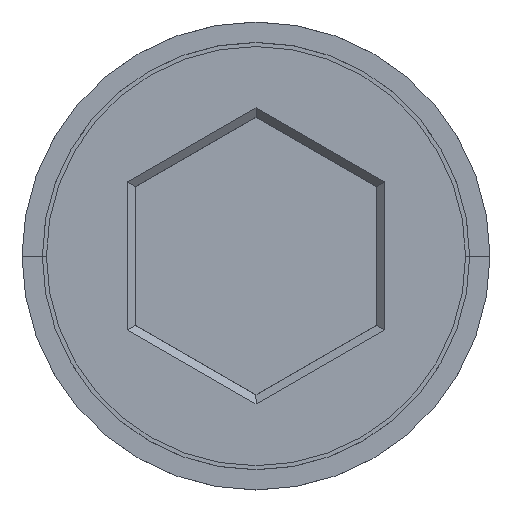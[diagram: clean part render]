
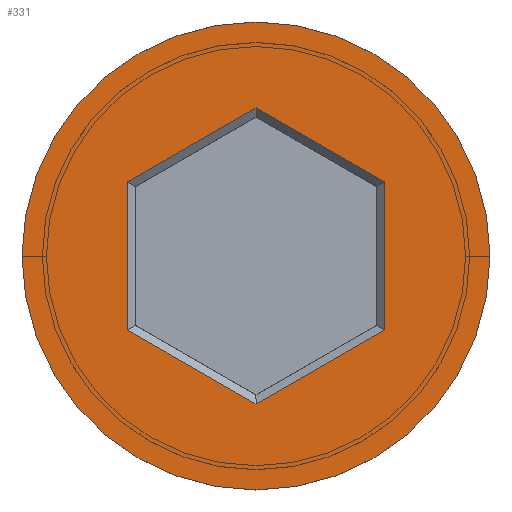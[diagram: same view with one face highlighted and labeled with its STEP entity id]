
A CAD part, top view. The second image highlights one B-rep face of the part: STEP entity #331.
In plain terms, the highlighted planar face has unit normal (0, 0, 1).
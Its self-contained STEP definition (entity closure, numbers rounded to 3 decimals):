
#1 = CARTESIAN_POINT ( 'NONE',  ( 0., 0., 0. ) ) ;
#51 = EDGE_CURVE ( 'NONE', #127, #1301, #1150, .T. ) ;
#75 = CARTESIAN_POINT ( 'NONE',  ( 3.15, -1.819, 0. ) ) ;
#91 = LINE ( 'NONE', #592, #638 ) ;
#114 = AXIS2_PLACEMENT_3D ( 'NONE', #986, #1325, #1206 ) ;
#127 = VERTEX_POINT ( 'NONE', #591 ) ;
#128 = CARTESIAN_POINT ( 'NONE',  ( 0., -3.637, 0. ) ) ;
#165 = CARTESIAN_POINT ( 'NONE',  ( 3.15, 1.819, 0. ) ) ;
#181 = CARTESIAN_POINT ( 'NONE',  ( 3.05, 1.876, 0. ) ) ;
#194 = VECTOR ( 'NONE', #1312, 1000. ) ;
#195 = CIRCLE ( 'NONE', #114, 5.75 ) ;
#197 = VECTOR ( 'NONE', #455, 1000. ) ;
#202 = EDGE_CURVE ( 'NONE', #1263, #795, #950, .T. ) ;
#245 = AXIS2_PLACEMENT_3D ( 'NONE', #1095, #1315, #1580 ) ;
#246 = ORIENTED_EDGE ( 'NONE', *, *, #202, .T. ) ;
#255 = ORIENTED_EDGE ( 'NONE', *, *, #1251, .T. ) ;
#300 = VECTOR ( 'NONE', #1403, 1000. ) ;
#301 = ORIENTED_EDGE ( 'NONE', *, *, #1077, .T. ) ;
#331 = ADVANCED_FACE ( 'NONE', ( #1260, #1363 ), #1121, .T. ) ;
#351 = VECTOR ( 'NONE', #372, 1000. ) ;
#372 = DIRECTION ( 'NONE',  ( 0.866, 0.5, 0. ) ) ;
#383 = LINE ( 'NONE', #1036, #351 ) ;
#435 = LINE ( 'NONE', #457, #194 ) ;
#455 = DIRECTION ( 'NONE',  ( -0.866, 0.5, 0. ) ) ;
#456 = ORIENTED_EDGE ( 'NONE', *, *, #1515, .T. ) ;
#457 = CARTESIAN_POINT ( 'NONE',  ( 0.1, -3.58, 0. ) ) ;
#530 = LINE ( 'NONE', #1056, #300 ) ;
#548 = DIRECTION ( 'NONE',  ( 0.866, -0.5, 0. ) ) ;
#564 = VERTEX_POINT ( 'NONE', #1224 ) ;
#591 = CARTESIAN_POINT ( 'NONE',  ( 0., 3.637, 0. ) ) ;
#592 = CARTESIAN_POINT ( 'NONE',  ( -3.15, 1.703, 0. ) ) ;
#638 = VECTOR ( 'NONE', #1089, 1000. ) ;
#655 = CARTESIAN_POINT ( 'NONE',  ( -5.75, 0., 0. ) ) ;
#661 = CARTESIAN_POINT ( 'NONE',  ( -3.15, 1.819, 0. ) ) ;
#748 = ORIENTED_EDGE ( 'NONE', *, *, #1484, .T. ) ;
#795 = VERTEX_POINT ( 'NONE', #655 ) ;
#855 = EDGE_CURVE ( 'NONE', #1341, #1162, #435, .T. ) ;
#950 = CIRCLE ( 'NONE', #245, 5.75 ) ;
#953 = AXIS2_PLACEMENT_3D ( 'NONE', #1, #1377, #1135 ) ;
#966 = ORIENTED_EDGE ( 'NONE', *, *, #51, .T. ) ;
#984 = CARTESIAN_POINT ( 'NONE',  ( -3.05, -1.876, 0. ) ) ;
#986 = CARTESIAN_POINT ( 'NONE',  ( 0., 0., 0. ) ) ;
#1036 = CARTESIAN_POINT ( 'NONE',  ( -0.1, 3.58, 0. ) ) ;
#1053 = ORIENTED_EDGE ( 'NONE', *, *, #1185, .T. ) ;
#1056 = CARTESIAN_POINT ( 'NONE',  ( 3.15, -1.703, 0. ) ) ;
#1077 = EDGE_CURVE ( 'NONE', #795, #1263, #195, .T. ) ;
#1089 = DIRECTION ( 'NONE',  ( 0., 1., 0. ) ) ;
#1095 = CARTESIAN_POINT ( 'NONE',  ( 0., 0., 0. ) ) ;
#1121 = PLANE ( 'NONE',  #953 ) ;
#1135 = DIRECTION ( 'NONE',  ( 1., 0., 0. ) ) ;
#1150 = LINE ( 'NONE', #181, #1259 ) ;
#1162 = VERTEX_POINT ( 'NONE', #128 ) ;
#1185 = EDGE_CURVE ( 'NONE', #1299, #127, #383, .T. ) ;
#1206 = DIRECTION ( 'NONE',  ( 1., 0., 0. ) ) ;
#1223 = EDGE_LOOP ( 'NONE', ( #748, #456, #1053, #966, #255, #1552 ) ) ;
#1224 = CARTESIAN_POINT ( 'NONE',  ( -3.15, -1.819, 0. ) ) ;
#1251 = EDGE_CURVE ( 'NONE', #1301, #1341, #530, .T. ) ;
#1259 = VECTOR ( 'NONE', #548, 1000. ) ;
#1260 = FACE_BOUND ( 'NONE', #1223, .T. ) ;
#1263 = VERTEX_POINT ( 'NONE', #1543 ) ;
#1299 = VERTEX_POINT ( 'NONE', #661 ) ;
#1301 = VERTEX_POINT ( 'NONE', #165 ) ;
#1312 = DIRECTION ( 'NONE',  ( -0.866, -0.5, 0. ) ) ;
#1315 = DIRECTION ( 'NONE',  ( 0., 0., 1. ) ) ;
#1325 = DIRECTION ( 'NONE',  ( 0., 0., 1. ) ) ;
#1341 = VERTEX_POINT ( 'NONE', #75 ) ;
#1363 = FACE_OUTER_BOUND ( 'NONE', #1501, .T. ) ;
#1377 = DIRECTION ( 'NONE',  ( 0., 0., 1. ) ) ;
#1403 = DIRECTION ( 'NONE',  ( 0., -1., 0. ) ) ;
#1484 = EDGE_CURVE ( 'NONE', #1162, #564, #1588, .T. ) ;
#1501 = EDGE_LOOP ( 'NONE', ( #246, #301 ) ) ;
#1515 = EDGE_CURVE ( 'NONE', #564, #1299, #91, .T. ) ;
#1543 = CARTESIAN_POINT ( 'NONE',  ( 5.75, 0., 0. ) ) ;
#1552 = ORIENTED_EDGE ( 'NONE', *, *, #855, .T. ) ;
#1580 = DIRECTION ( 'NONE',  ( 1., 0., 0. ) ) ;
#1588 = LINE ( 'NONE', #984, #197 ) ;
